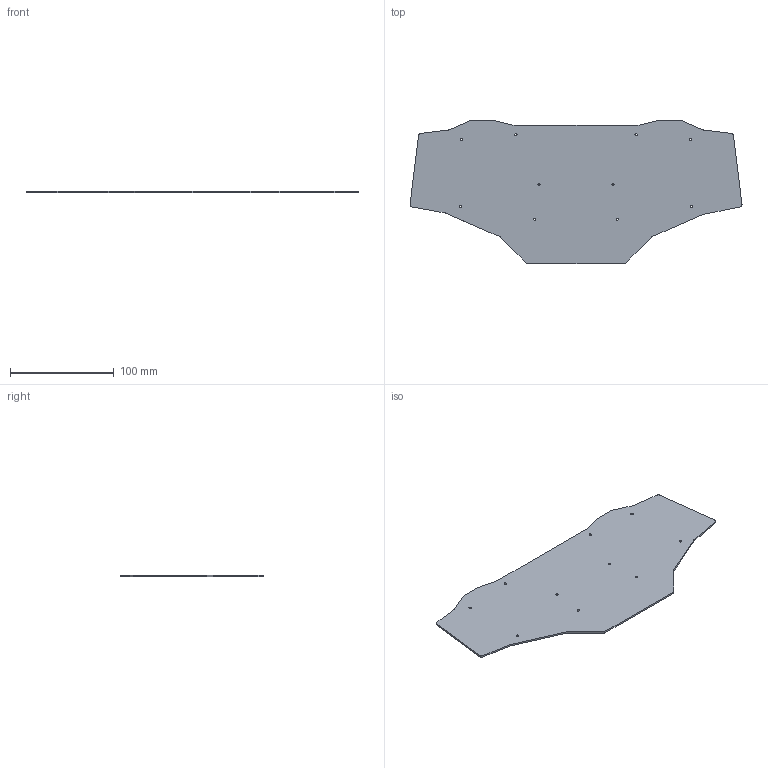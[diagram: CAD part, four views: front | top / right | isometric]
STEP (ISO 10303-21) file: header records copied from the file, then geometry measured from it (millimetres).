
FILE_DESCRIPTION(('KiCad electronic assembly'),'2;1');
FILE_NAME('SpUnLy58_Bottom.step','2023-08-21T15:23:51',('Pcbnew'),( 'Kicad'),'Open CASCADE STEP processor 7.7','KiCad to STEP converter' ,'Unknown');
FILE_SCHEMA(('AUTOMOTIVE_DESIGN { 1 0 10303 214 1 1 1 1 }'));
Length unit declared in the file: millimetre
Products named in the file (2): SpUnLy58_Bottom 1; _autosave-SpUnLy58_Bottom PCB
Assembly tree (1 placements, depth 2):
  SpUnLy58_Bottom 1
    _autosave-SpUnLy58_Bottom PCB
Bounding box: 320.76 x 138.66 x 1.6 mm (x, y, z)
Volume: 54238 mm3; surface area: 69191.9 mm2
Topology: 1 solids, 1 shells, 110 faces, 324 edges, 216 vertices
Faces by surface type: plane 100, cylinder 10
Full cylindrical faces by diameter (mm): 2.2 x10
Entity records: 7969 total; most frequent: CARTESIAN_POINT 1420, DIRECTION 1196, LINE 932, VECTOR 932, ORIENTED_EDGE 648, PCURVE 648, DEFINITIONAL_REPRESENTATION 648, EDGE_CURVE 324
